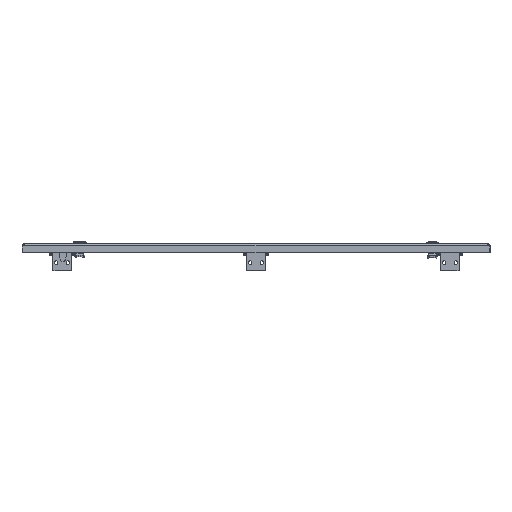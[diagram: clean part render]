
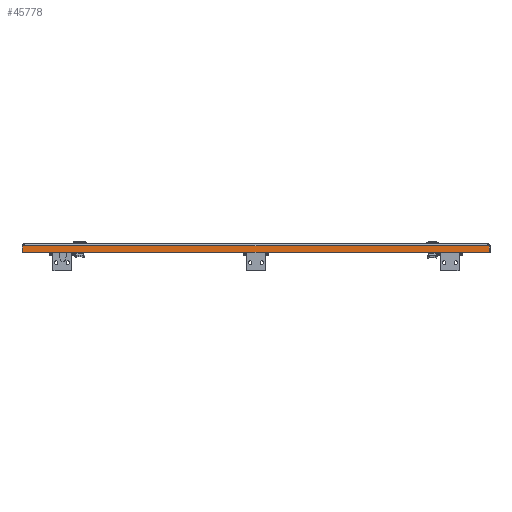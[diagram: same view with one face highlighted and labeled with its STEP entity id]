
A CAD part, left-side view. The second image highlights one B-rep face of the part: STEP entity #45778.
In plain terms, the highlighted planar face has unit normal (-1, 0, 0).
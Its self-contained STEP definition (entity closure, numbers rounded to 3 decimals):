
#80 = VERTEX_POINT ( 'NONE', #28785 ) ;
#1355 = DIRECTION ( 'NONE',  ( 1., 0., 0. ) ) ;
#1638 = VECTOR ( 'NONE', #17141, 1000. ) ;
#3312 = DIRECTION ( 'NONE',  ( 0., 1., 0. ) ) ;
#3656 = LINE ( 'NONE', #62847, #42193 ) ;
#6628 = VERTEX_POINT ( 'NONE', #7240 ) ;
#7240 = CARTESIAN_POINT ( 'NONE',  ( -244.5, -495.429, -18. ) ) ;
#8096 = EDGE_CURVE ( 'NONE', #6628, #16530, #3656, .T. ) ;
#8983 = CARTESIAN_POINT ( 'NONE',  ( -244.5, 495.429, 0. ) ) ;
#10037 = DIRECTION ( 'NONE',  ( 0., -1., 0. ) ) ;
#16530 = VERTEX_POINT ( 'NONE', #48480 ) ;
#16784 = VECTOR ( 'NONE', #31498, 1000. ) ;
#17141 = DIRECTION ( 'NONE',  ( 0., 0., -1. ) ) ;
#17590 = VECTOR ( 'NONE', #10037, 1000. ) ;
#22468 = CARTESIAN_POINT ( 'NONE',  ( -244.5, 0., 0. ) ) ;
#26937 = EDGE_CURVE ( 'NONE', #80, #6628, #27729, .T. ) ;
#27729 = LINE ( 'NONE', #49606, #1638 ) ;
#28108 = AXIS2_PLACEMENT_3D ( 'NONE', #22468, #1355, #33405 ) ;
#28785 = CARTESIAN_POINT ( 'NONE',  ( -244.5, -495.429, -4. ) ) ;
#31498 = DIRECTION ( 'NONE',  ( 0., 0., -1. ) ) ;
#32849 = EDGE_CURVE ( 'NONE', #65510, #80, #58314, .T. ) ;
#33405 = DIRECTION ( 'NONE',  ( 0., 0., -1. ) ) ;
#35352 = ORIENTED_EDGE ( 'NONE', *, *, #26937, .F. ) ;
#37207 = ORIENTED_EDGE ( 'NONE', *, *, #40368, .T. ) ;
#37443 = CARTESIAN_POINT ( 'NONE',  ( -244.5, 495.429, -4. ) ) ;
#39746 = PLANE ( 'NONE',  #28108 ) ;
#40368 = EDGE_CURVE ( 'NONE', #65510, #16530, #57257, .T. ) ;
#42193 = VECTOR ( 'NONE', #3312, 1000. ) ;
#45778 = ADVANCED_FACE ( 'NONE', ( #66548 ), #39746, .F. ) ;
#47212 = ORIENTED_EDGE ( 'NONE', *, *, #8096, .F. ) ;
#48480 = CARTESIAN_POINT ( 'NONE',  ( -244.5, 495.429, -18. ) ) ;
#49606 = CARTESIAN_POINT ( 'NONE',  ( -244.5, -495.429, -2. ) ) ;
#52687 = CARTESIAN_POINT ( 'NONE',  ( -244.5, -497.5, -4. ) ) ;
#53583 = EDGE_LOOP ( 'NONE', ( #69445, #37207, #47212, #35352 ) ) ;
#57257 = LINE ( 'NONE', #8983, #16784 ) ;
#58314 = LINE ( 'NONE', #52687, #17590 ) ;
#62847 = CARTESIAN_POINT ( 'NONE',  ( -244.5, -497.5, -18. ) ) ;
#65510 = VERTEX_POINT ( 'NONE', #37443 ) ;
#66548 = FACE_OUTER_BOUND ( 'NONE', #53583, .T. ) ;
#69445 = ORIENTED_EDGE ( 'NONE', *, *, #32849, .F. ) ;
